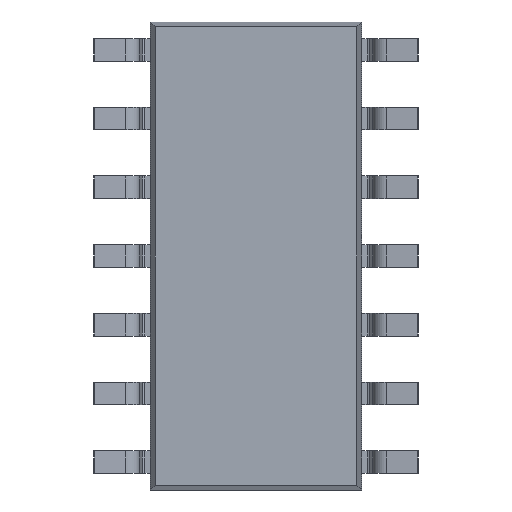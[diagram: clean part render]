
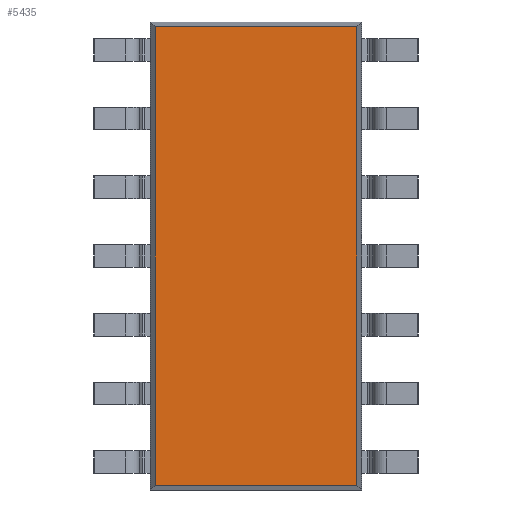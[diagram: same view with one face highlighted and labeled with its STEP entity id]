
A CAD part, front view. The second image highlights one B-rep face of the part: STEP entity #5435.
In plain terms, the highlighted planar face has unit normal (0, -1, 0).
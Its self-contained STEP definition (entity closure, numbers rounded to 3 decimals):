
#587 = VERTEX_POINT ( 'NONE', #2546 ) ;
#850 = CARTESIAN_POINT ( 'NONE',  ( 1.86, 0.25, -4.235 ) ) ;
#1197 = LINE ( 'NONE', #2295, #1656 ) ;
#1224 = DIRECTION ( 'NONE',  ( 0., -1., 0. ) ) ;
#1320 = VECTOR ( 'NONE', #4949, 1000. ) ;
#1656 = VECTOR ( 'NONE', #4307, 1000. ) ;
#2106 = AXIS2_PLACEMENT_3D ( 'NONE', #5311, #1224, #3327 ) ;
#2150 = EDGE_CURVE ( 'NONE', #5964, #2869, #5526, .T. ) ;
#2253 = CARTESIAN_POINT ( 'NONE',  ( -1.86, 0.25, 4.325 ) ) ;
#2284 = ORIENTED_EDGE ( 'NONE', *, *, #4190, .T. ) ;
#2295 = CARTESIAN_POINT ( 'NONE',  ( 1.95, 0.25, 4.235 ) ) ;
#2410 = VECTOR ( 'NONE', #2533, 1000. ) ;
#2533 = DIRECTION ( 'NONE',  ( 0., 0., 1. ) ) ;
#2546 = CARTESIAN_POINT ( 'NONE',  ( 1.86, 0.25, 4.235 ) ) ;
#2583 = EDGE_CURVE ( 'NONE', #2869, #587, #4021, .T. ) ;
#2869 = VERTEX_POINT ( 'NONE', #850 ) ;
#2987 = CARTESIAN_POINT ( 'NONE',  ( -1.95, 0.25, -4.235 ) ) ;
#3074 = CARTESIAN_POINT ( 'NONE',  ( 1.86, 0.25, -4.325 ) ) ;
#3266 = EDGE_LOOP ( 'NONE', ( #3459, #5881, #5446, #2284 ) ) ;
#3327 = DIRECTION ( 'NONE',  ( 0., 0., -1. ) ) ;
#3459 = ORIENTED_EDGE ( 'NONE', *, *, #2150, .T. ) ;
#3934 = CARTESIAN_POINT ( 'NONE',  ( -1.86, 0.25, -4.235 ) ) ;
#3954 = LINE ( 'NONE', #2253, #1320 ) ;
#4021 = LINE ( 'NONE', #3074, #2410 ) ;
#4190 = EDGE_CURVE ( 'NONE', #4676, #5964, #3954, .T. ) ;
#4307 = DIRECTION ( 'NONE',  ( -1., 0., 0. ) ) ;
#4607 = EDGE_CURVE ( 'NONE', #587, #4676, #1197, .T. ) ;
#4676 = VERTEX_POINT ( 'NONE', #5428 ) ;
#4906 = FACE_OUTER_BOUND ( 'NONE', #3266, .T. ) ;
#4949 = DIRECTION ( 'NONE',  ( 0., 0., -1. ) ) ;
#5311 = CARTESIAN_POINT ( 'NONE',  ( 0., 0.25, 0. ) ) ;
#5428 = CARTESIAN_POINT ( 'NONE',  ( -1.86, 0.25, 4.235 ) ) ;
#5435 = ADVANCED_FACE ( 'NONE', ( #4906 ), #6431, .T. ) ;
#5446 = ORIENTED_EDGE ( 'NONE', *, *, #4607, .T. ) ;
#5526 = LINE ( 'NONE', #2987, #6530 ) ;
#5881 = ORIENTED_EDGE ( 'NONE', *, *, #2583, .T. ) ;
#5964 = VERTEX_POINT ( 'NONE', #3934 ) ;
#6077 = DIRECTION ( 'NONE',  ( 1., 0., 0. ) ) ;
#6431 = PLANE ( 'NONE',  #2106 ) ;
#6530 = VECTOR ( 'NONE', #6077, 1000. ) ;
